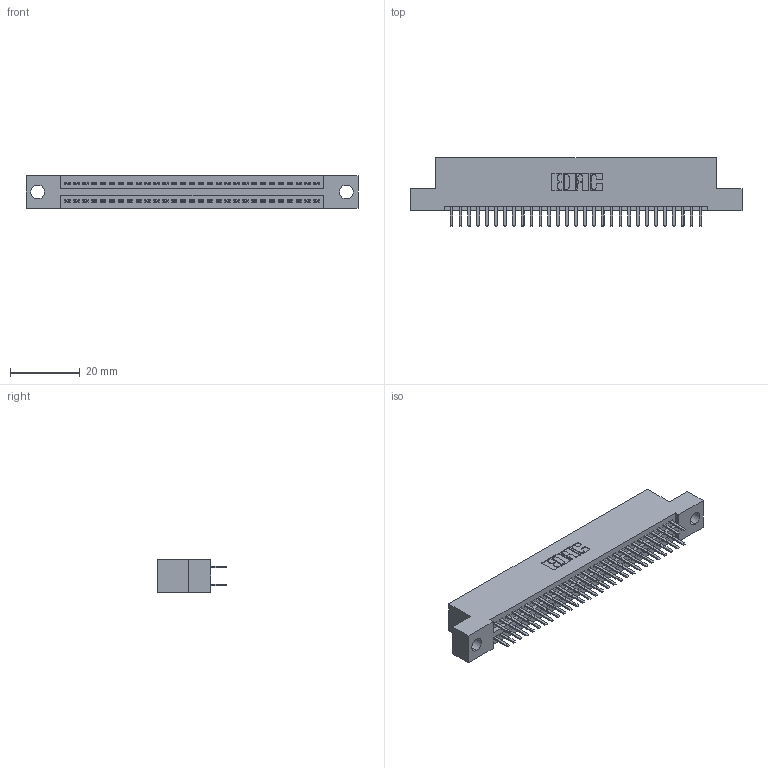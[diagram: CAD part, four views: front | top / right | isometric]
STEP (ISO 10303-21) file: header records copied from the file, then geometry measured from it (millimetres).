
FILE_DESCRIPTION (( 'STEP AP203' ), '1' );
FILE_NAME ('345-058-520-204.STEP', '2021-05-20T04:55:50', ( '' ), ( '' ), 'SwSTEP 2.0', 'SolidWorks 2020', '' );
FILE_SCHEMA (( 'CONFIG_CONTROL_DESIGN' ));
Length unit declared in the file: inch
Products named in the file (3): 345 Part_Flush Mounting Lugs - 0.156 Dia-TI; 345-292-001_345-293-120; 345-058-520-204
Assembly tree (59 placements, depth 2):
  345-058-520-204
    345 Part_Flush Mounting Lugs - 0.156 Dia-TI
    345-292-001_345-293-120  x58
Bounding box: 94.87 x 19.68 x 9.4 mm (x, y, z)
Volume: 8963.6 mm3; surface area: 12795.2 mm2
Topology: 59 solids, 59 shells, 3272 faces, 9483 edges, 6166 vertices
Faces by surface type: plane 2124, cylinder 1148
Entity records: 25037 total; most frequent: CARTESIAN_POINT 4226, ORIENTED_EDGE 4146, DIRECTION 3729, EDGE_CURVE 2073, VECTOR 1821, LINE 1821, VERTEX_POINT 1378, AXIS2_PLACEMENT_3D 954
